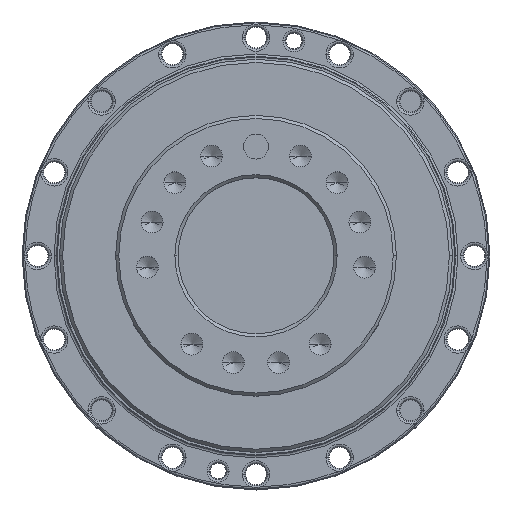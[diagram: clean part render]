
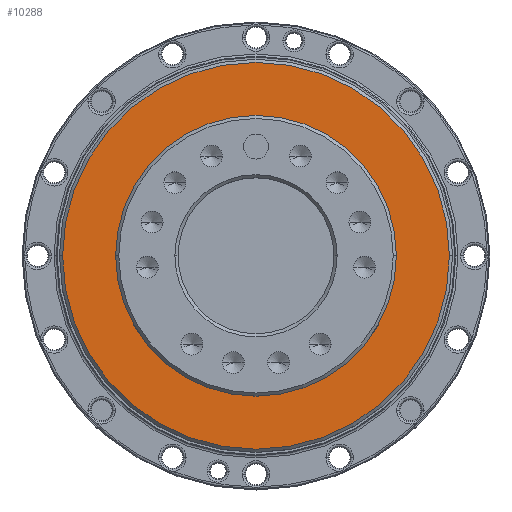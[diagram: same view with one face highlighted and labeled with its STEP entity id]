
A CAD part, top view. The second image highlights one B-rep face of the part: STEP entity #10288.
In plain terms, the highlighted planar face has unit normal (0, 0, 1).
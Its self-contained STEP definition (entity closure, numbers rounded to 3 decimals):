
#1979=CARTESIAN_POINT('',(0.,0.,230.2));
#1980=DIRECTION('',(0.,0.,1.));
#1981=DIRECTION('',(1.,0.,0.));
#1982=AXIS2_PLACEMENT_3D('',#1979,#1980,#1981);
#1984=CARTESIAN_POINT('',(0.,0.,230.2));
#1985=DIRECTION('',(0.,0.,1.));
#1986=DIRECTION('',(-1.,0.,0.));
#1987=AXIS2_PLACEMENT_3D('',#1984,#1985,#1986);
#1989=CARTESIAN_POINT('',(0.,0.,230.2));
#1990=DIRECTION('',(0.,0.,-1.));
#1991=DIRECTION('',(1.,0.,0.));
#1992=AXIS2_PLACEMENT_3D('',#1989,#1990,#1991);
#1994=CARTESIAN_POINT('',(0.,0.,230.2));
#1995=DIRECTION('',(0.,0.,-1.));
#1996=DIRECTION('',(-1.,0.,0.));
#1997=AXIS2_PLACEMENT_3D('',#1994,#1995,#1996);
#7688=CARTESIAN_POINT('',(-124.,0.,230.2));
#7690=VERTEX_POINT('',#7688);
#7692=CARTESIAN_POINT('',(124.,0.,230.2));
#7694=VERTEX_POINT('',#7692);
#7704=CARTESIAN_POINT('',(-90.,0.,230.2));
#7706=VERTEX_POINT('',#7704);
#7708=CARTESIAN_POINT('',(90.,0.,230.2));
#7710=VERTEX_POINT('',#7708);
#10272=CARTESIAN_POINT('',(0.,0.,230.2));
#10273=DIRECTION('',(0.,0.,1.));
#10274=DIRECTION('',(1.,0.,0.));
#10275=AXIS2_PLACEMENT_3D('',#10272,#10273,#10274);
#10276=PLANE('',#10275);
#10278=ORIENTED_EDGE('',*,*,#10277,.F.);
#10279=ORIENTED_EDGE('',*,*,#10262,.F.);
#10280=EDGE_LOOP('',(#10278,#10279));
#10281=FACE_OUTER_BOUND('',#10280,.F.);
#10283=ORIENTED_EDGE('',*,*,#10282,.F.);
#10285=ORIENTED_EDGE('',*,*,#10284,.F.);
#10286=EDGE_LOOP('',(#10283,#10285));
#10287=FACE_BOUND('',#10286,.F.);
#10288=ADVANCED_FACE('',(#10281,#10287),#10276,.T.);
#1983=CIRCLE('',#1982,124.);
#1988=CIRCLE('',#1987,124.);
#1993=CIRCLE('',#1992,90.);
#1998=CIRCLE('',#1997,90.);
#10262=EDGE_CURVE('',#7690,#7694,#1988,.T.);
#10277=EDGE_CURVE('',#7694,#7690,#1983,.T.);
#10282=EDGE_CURVE('',#7710,#7706,#1993,.T.);
#10284=EDGE_CURVE('',#7706,#7710,#1998,.T.);
